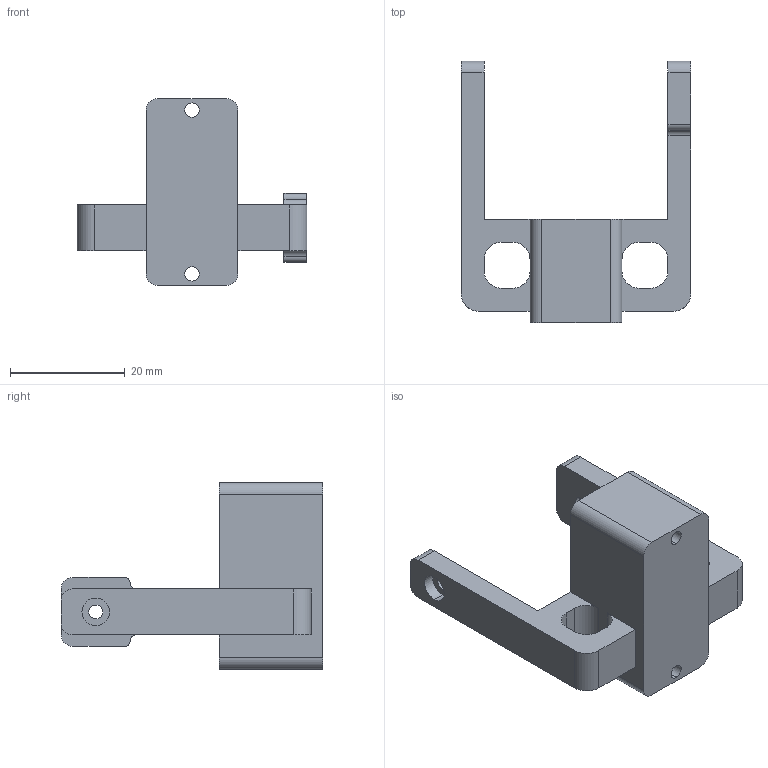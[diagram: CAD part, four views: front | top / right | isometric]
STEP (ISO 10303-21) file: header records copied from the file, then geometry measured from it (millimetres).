
FILE_DESCRIPTION (( 'STEP AP203' ), '1' );
FILE_NAME ('Ïîäâèæíîå êðåïëåíèå.STEP', '2026-02-07T10:38:41', ( '' ), ( '' ), 'SwSTEP 2.0', 'SolidWorks 2024', '' );
FILE_SCHEMA (( 'CONFIG_CONTROL_DESIGN' ));
Length unit declared in the file: millimetre
Products named in the file (1): Подвижное крепление
Bounding box: 40 x 45.5 x 32.5 mm (x, y, z)
Volume: 7831.5 mm3; surface area: 7028.6 mm2
Topology: 1 solids, 1 shells, 77 faces, 222 edges, 148 vertices
Faces by surface type: cylinder 40, plane 37
Entity records: 2665 total; most frequent: DIRECTION 458, CARTESIAN_POINT 448, ORIENTED_EDGE 444, EDGE_CURVE 222, AXIS2_PLACEMENT_3D 158, VERTEX_POINT 148, LINE 142, VECTOR 142
